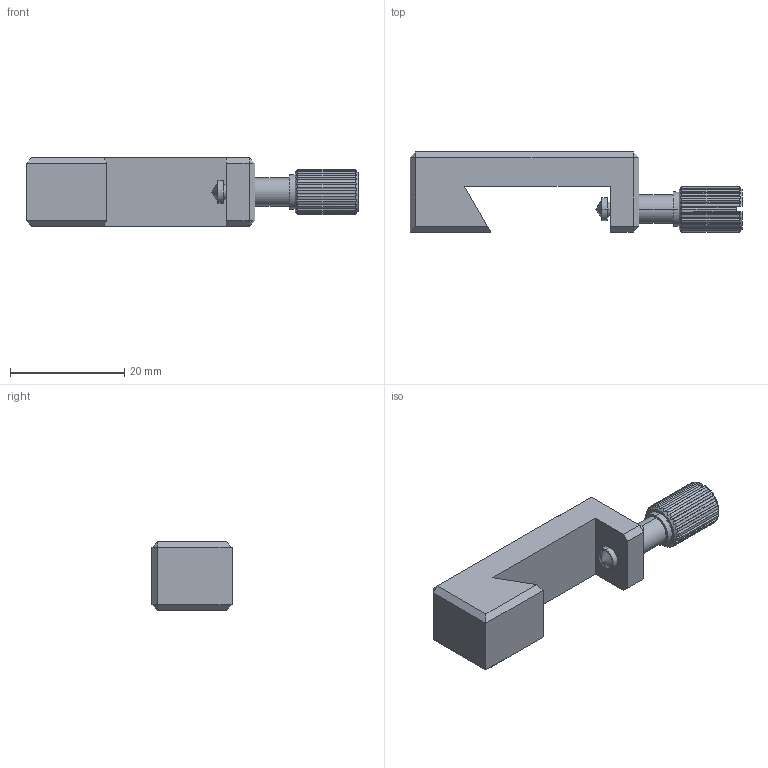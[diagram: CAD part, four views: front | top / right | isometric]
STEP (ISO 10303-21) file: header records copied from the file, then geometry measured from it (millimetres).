
FILE_DESCRIPTION (( 'STEP AP203' ), '1' );
FILE_NAME ('51OCN-1M.STEP', '2016-12-08T07:19:41', ( '' ), ( '' ), 'SwSTEP 2.0', 'SolidWorks 2016', '' );
FILE_SCHEMA (( 'CONFIG_CONTROL_DESIGN' ));
Length unit declared in the file: millimetre
Products named in the file (1): 51OCN-1M
Bounding box: 58 x 14 x 12 mm (x, y, z)
Volume: 4911.7 mm3; surface area: 3108.7 mm2
Topology: 3 solids, 3 shells, 141 faces, 363 edges, 229 vertices
Faces by surface type: cylinder 83, plane 44, cone 14
Entity records: 4791 total; most frequent: CARTESIAN_POINT 1397, ORIENTED_EDGE 710, DIRECTION 660, EDGE_CURVE 355, AXIS2_PLACEMENT_3D 246, VERTEX_POINT 229, LINE 168, VECTOR 168
